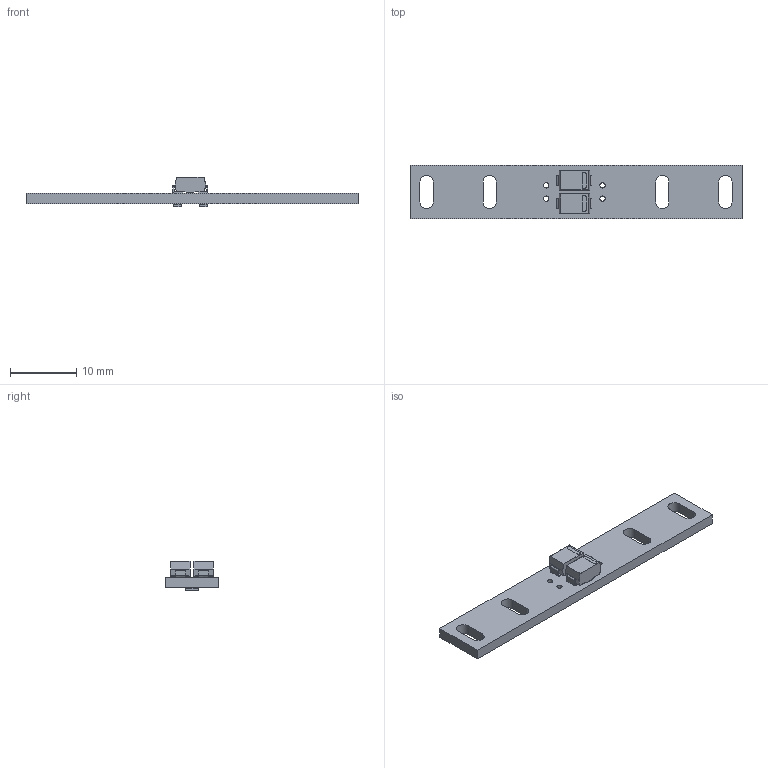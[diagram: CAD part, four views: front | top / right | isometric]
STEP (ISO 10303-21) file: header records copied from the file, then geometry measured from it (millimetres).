
FILE_DESCRIPTION(('Open CASCADE Model'),'2;1');
FILE_NAME('Open CASCADE Shape Model','2021-07-20T16:45:01',('Author'),( 'Open CASCADE'),'Open CASCADE STEP processor 6.8','Open CASCADE 6.8' ,'Unknown');
FILE_SCHEMA(('AUTOMOTIVE_DESIGN { 1 0 10303 214 1 1 1 1 }'));
Length unit declared in the file: millimetre
Products named in the file (9): PCB; Board; Open CASCADE STEP translator 6.8 1.1.1; R2; RESC0805_v1; R1; D2; DO214AC-SMA; D1
Assembly tree (10 placements, depth 3):
  PCB
    Board
      Open CASCADE STEP translator 6.8 1.1.1
    R2
      RESC0805_v1
    R1
      RESC0805_v1
    D2
      DO214AC-SMA
    D1
      DO214AC-SMA
Bounding box: 50 x 8 x 4.47 mm (x, y, z)
Volume: 647.6 mm3; surface area: 1226.3 mm2
Topology: 15 solids, 15 shells, 454 faces, 976 edges, 552 vertices
Faces by surface type: bspline 256, plane 114, cylinder 60, sphere 24
Full cylindrical faces by diameter (mm): 0.8 x4
Entity records: 6740 total; most frequent: CARTESIAN_POINT 2521, ORIENTED_EDGE 1048, DIRECTION 534, EDGE_CURVE 524, VERTEX_POINT 300, FACE_BOUND 256, EDGE_LOOP 256, ADVANCED_FACE 240
